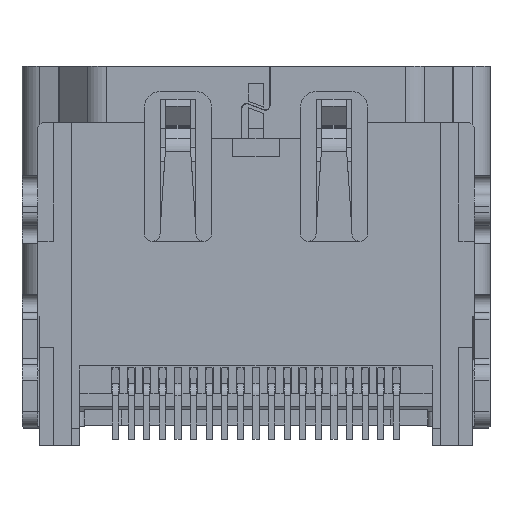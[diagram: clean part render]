
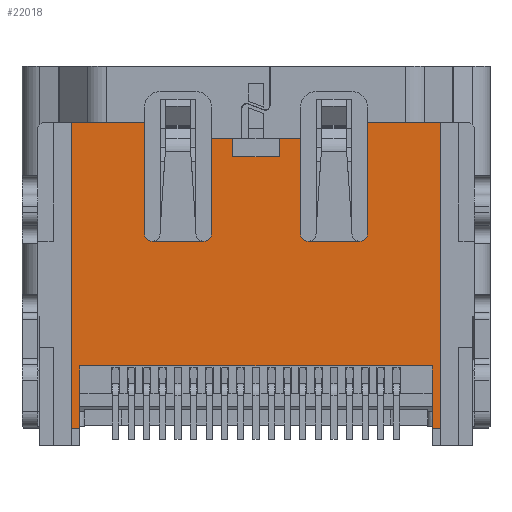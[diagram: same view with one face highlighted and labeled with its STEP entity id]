
A CAD part, front view. The second image highlights one B-rep face of the part: STEP entity #22018.
In plain terms, the highlighted planar face has unit normal (0, -1, 0).
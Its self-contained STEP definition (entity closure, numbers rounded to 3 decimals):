
#2198=DIRECTION('',(1.,0.,0.));
#2199=VECTOR('',#2198,2.335);
#2200=CARTESIAN_POINT('',(-5.91,-3.305,-1.8));
#2201=LINE('',#2200,#2199);
#2290=DIRECTION('',(1.,0.,0.));
#2291=VECTOR('',#2290,2.335);
#2292=CARTESIAN_POINT('',(3.575,-3.305,-1.8));
#2293=LINE('',#2292,#2291);
#2674=DIRECTION('',(0.,0.,-1.));
#2675=VECTOR('',#2674,0.6);
#2676=CARTESIAN_POINT('',(-0.75,-3.305,-2.3));
#2677=LINE('',#2676,#2675);
#2678=DIRECTION('',(1.,0.,0.));
#2679=VECTOR('',#2678,1.5);
#2680=CARTESIAN_POINT('',(-0.75,-3.305,-2.9));
#2681=LINE('',#2680,#2679);
#2682=DIRECTION('',(0.,0.,1.));
#2683=VECTOR('',#2682,0.6);
#2684=CARTESIAN_POINT('',(0.75,-3.305,-2.9));
#2685=LINE('',#2684,#2683);
#2686=DIRECTION('',(1.,0.,0.));
#2687=VECTOR('',#2686,0.675);
#2688=CARTESIAN_POINT('',(0.75,-3.305,-2.3));
#2689=LINE('',#2688,#2687);
#2690=DIRECTION('',(0.,0.,-1.));
#2691=VECTOR('',#2690,3.05);
#2692=CARTESIAN_POINT('',(1.425,-3.305,-2.3));
#2693=LINE('',#2692,#2691);
#2694=CARTESIAN_POINT('',(1.675,-3.305,-5.35));
#2695=DIRECTION('',(0.,-1.,0.));
#2696=DIRECTION('',(-1.,0.,0.));
#2697=AXIS2_PLACEMENT_3D('',#2694,#2695,#2696);
#2699=DIRECTION('',(1.,0.,0.));
#2700=VECTOR('',#2699,1.65);
#2701=CARTESIAN_POINT('',(1.675,-3.305,-5.6));
#2702=LINE('',#2701,#2700);
#2703=CARTESIAN_POINT('',(3.325,-3.305,-5.35));
#2704=DIRECTION('',(0.,-1.,0.));
#2705=DIRECTION('',(0.,0.,-1.));
#2706=AXIS2_PLACEMENT_3D('',#2703,#2704,#2705);
#2708=DIRECTION('',(0.,0.,-1.));
#2709=VECTOR('',#2708,3.55);
#2710=CARTESIAN_POINT('',(3.575,-3.305,-1.8));
#2711=LINE('',#2710,#2709);
#2712=DIRECTION('',(1.,0.,0.));
#2713=VECTOR('',#2712,0.26);
#2714=CARTESIAN_POINT('',(5.65,-3.305,-11.6));
#2715=LINE('',#2714,#2713);
#2716=DIRECTION('',(0.,0.,1.));
#2717=VECTOR('',#2716,2.);
#2718=CARTESIAN_POINT('',(5.65,-3.305,-11.6));
#2719=LINE('',#2718,#2717);
#2720=DIRECTION('',(1.,0.,0.));
#2721=VECTOR('',#2720,11.3);
#2722=CARTESIAN_POINT('',(-5.65,-3.305,-9.6));
#2723=LINE('',#2722,#2721);
#2724=DIRECTION('',(0.,0.,1.));
#2725=VECTOR('',#2724,2.);
#2726=CARTESIAN_POINT('',(-5.65,-3.305,-11.6));
#2727=LINE('',#2726,#2725);
#2728=DIRECTION('',(1.,0.,0.));
#2729=VECTOR('',#2728,0.26);
#2730=CARTESIAN_POINT('',(-5.91,-3.305,-11.6));
#2731=LINE('',#2730,#2729);
#2732=DIRECTION('',(0.,0.,1.));
#2733=VECTOR('',#2732,9.8);
#2734=CARTESIAN_POINT('',(-5.91,-3.305,-11.6));
#2735=LINE('',#2734,#2733);
#2736=DIRECTION('',(0.,0.,-1.));
#2737=VECTOR('',#2736,3.55);
#2738=CARTESIAN_POINT('',(-3.575,-3.305,-1.8));
#2739=LINE('',#2738,#2737);
#2740=CARTESIAN_POINT('',(-3.325,-3.305,-5.35));
#2741=DIRECTION('',(0.,-1.,0.));
#2742=DIRECTION('',(-1.,0.,0.));
#2743=AXIS2_PLACEMENT_3D('',#2740,#2741,#2742);
#2745=DIRECTION('',(1.,0.,0.));
#2746=VECTOR('',#2745,1.65);
#2747=CARTESIAN_POINT('',(-3.325,-3.305,-5.6));
#2748=LINE('',#2747,#2746);
#2749=CARTESIAN_POINT('',(-1.675,-3.305,-5.35));
#2750=DIRECTION('',(0.,-1.,0.));
#2751=DIRECTION('',(0.,0.,-1.));
#2752=AXIS2_PLACEMENT_3D('',#2749,#2750,#2751);
#2754=DIRECTION('',(0.,0.,-1.));
#2755=VECTOR('',#2754,3.05);
#2756=CARTESIAN_POINT('',(-1.425,-3.305,-2.3));
#2757=LINE('',#2756,#2755);
#2758=DIRECTION('',(1.,0.,0.));
#2759=VECTOR('',#2758,0.675);
#2760=CARTESIAN_POINT('',(-1.425,-3.305,-2.3));
#2761=LINE('',#2760,#2759);
#13650=DIRECTION('',(0.,0.,1.));
#13651=VECTOR('',#13650,9.8);
#13652=CARTESIAN_POINT('',(5.91,-3.305,-11.6));
#13653=LINE('',#13652,#13651);
#14924=CARTESIAN_POINT('',(-5.91,-3.305,-1.8));
#14926=VERTEX_POINT('',#14924);
#14927=CARTESIAN_POINT('',(5.91,-3.305,-1.8));
#14929=VERTEX_POINT('',#14927);
#15205=CARTESIAN_POINT('',(-5.91,-3.305,-11.6));
#15206=VERTEX_POINT('',#15205);
#15207=CARTESIAN_POINT('',(5.91,-3.305,-11.6));
#15208=VERTEX_POINT('',#15207);
#15574=CARTESIAN_POINT('',(-3.575,-3.305,-1.8));
#15576=VERTEX_POINT('',#15574);
#15578=CARTESIAN_POINT('',(3.575,-3.305,-1.8));
#15580=VERTEX_POINT('',#15578);
#15581=CARTESIAN_POINT('',(-3.575,-3.305,-5.35));
#15582=VERTEX_POINT('',#15581);
#15583=CARTESIAN_POINT('',(3.575,-3.305,-5.35));
#15584=VERTEX_POINT('',#15583);
#15589=CARTESIAN_POINT('',(-1.425,-3.305,-5.35));
#15591=VERTEX_POINT('',#15589);
#15593=CARTESIAN_POINT('',(1.425,-3.305,-5.35));
#15595=VERTEX_POINT('',#15593);
#15745=CARTESIAN_POINT('',(-3.325,-3.305,-5.6));
#15746=CARTESIAN_POINT('',(-1.675,-3.305,-5.6));
#15747=VERTEX_POINT('',#15745);
#15748=VERTEX_POINT('',#15746);
#15749=CARTESIAN_POINT('',(1.675,-3.305,-5.6));
#15750=CARTESIAN_POINT('',(3.325,-3.305,-5.6));
#15751=VERTEX_POINT('',#15749);
#15752=VERTEX_POINT('',#15750);
#15765=CARTESIAN_POINT('',(-1.425,-3.305,-2.3));
#15766=VERTEX_POINT('',#15765);
#15767=CARTESIAN_POINT('',(1.425,-3.305,-2.3));
#15768=VERTEX_POINT('',#15767);
#15777=CARTESIAN_POINT('',(-0.75,-3.305,-2.3));
#15778=CARTESIAN_POINT('',(-0.75,-3.305,-2.9));
#15779=VERTEX_POINT('',#15777);
#15780=VERTEX_POINT('',#15778);
#15781=CARTESIAN_POINT('',(0.75,-3.305,-2.9));
#15782=VERTEX_POINT('',#15781);
#15783=CARTESIAN_POINT('',(0.75,-3.305,-2.3));
#15784=VERTEX_POINT('',#15783);
#16681=CARTESIAN_POINT('',(-5.65,-3.305,-11.6));
#16682=CARTESIAN_POINT('',(-5.65,-3.305,-9.6));
#16683=VERTEX_POINT('',#16681);
#16684=VERTEX_POINT('',#16682);
#16685=CARTESIAN_POINT('',(5.65,-3.305,-11.6));
#16686=CARTESIAN_POINT('',(5.65,-3.305,-9.6));
#16687=VERTEX_POINT('',#16685);
#16688=VERTEX_POINT('',#16686);
#21970=CARTESIAN_POINT('',(-5.91,-3.305,-12.15));
#21971=DIRECTION('',(0.,-1.,0.));
#21972=DIRECTION('',(1.,0.,0.));
#21973=AXIS2_PLACEMENT_3D('',#21970,#21971,#21972);
#21974=PLANE('',#21973);
#21976=ORIENTED_EDGE('',*,*,#21975,.T.);
#21978=ORIENTED_EDGE('',*,*,#21977,.T.);
#21980=ORIENTED_EDGE('',*,*,#21979,.T.);
#21982=ORIENTED_EDGE('',*,*,#21981,.T.);
#21984=ORIENTED_EDGE('',*,*,#21983,.T.);
#21986=ORIENTED_EDGE('',*,*,#21985,.T.);
#21988=ORIENTED_EDGE('',*,*,#21987,.T.);
#21990=ORIENTED_EDGE('',*,*,#21989,.T.);
#21992=ORIENTED_EDGE('',*,*,#21991,.F.);
#21993=ORIENTED_EDGE('',*,*,#21398,.T.);
#21995=ORIENTED_EDGE('',*,*,#21994,.F.);
#21997=ORIENTED_EDGE('',*,*,#21996,.F.);
#21999=ORIENTED_EDGE('',*,*,#21998,.T.);
#22001=ORIENTED_EDGE('',*,*,#22000,.F.);
#22003=ORIENTED_EDGE('',*,*,#22002,.F.);
#22005=ORIENTED_EDGE('',*,*,#22004,.F.);
#22007=ORIENTED_EDGE('',*,*,#22006,.T.);
#22008=ORIENTED_EDGE('',*,*,#21351,.T.);
#22009=ORIENTED_EDGE('',*,*,#21428,.T.);
#22010=ORIENTED_EDGE('',*,*,#21948,.T.);
#22011=ORIENTED_EDGE('',*,*,#21961,.T.);
#22012=ORIENTED_EDGE('',*,*,#21529,.T.);
#22013=ORIENTED_EDGE('',*,*,#21496,.F.);
#22015=ORIENTED_EDGE('',*,*,#22014,.T.);
#22016=EDGE_LOOP('',(#21976,#21978,#21980,#21982,#21984,#21986,#21988,#21990,
#21992,#21993,#21995,#21997,#21999,#22001,#22003,#22005,#22007,#22008,#22009,
#22010,#22011,#22012,#22013,#22015));
#22017=FACE_OUTER_BOUND('',#22016,.F.);
#22018=ADVANCED_FACE('',(#22017),#21974,.T.);
#2698=CIRCLE('',#2697,0.25);
#2707=CIRCLE('',#2706,0.25);
#2744=CIRCLE('',#2743,0.25);
#2753=CIRCLE('',#2752,0.25);
#21351=EDGE_CURVE('',#14926,#15576,#2201,.T.);
#21398=EDGE_CURVE('',#15580,#14929,#2293,.T.);
#21428=EDGE_CURVE('',#15576,#15582,#2739,.T.);
#21496=EDGE_CURVE('',#15766,#15591,#2757,.T.);
#21529=EDGE_CURVE('',#15748,#15591,#2753,.T.);
#21948=EDGE_CURVE('',#15582,#15747,#2744,.T.);
#21961=EDGE_CURVE('',#15747,#15748,#2748,.T.);
#21975=EDGE_CURVE('',#15779,#15780,#2677,.T.);
#21977=EDGE_CURVE('',#15780,#15782,#2681,.T.);
#21979=EDGE_CURVE('',#15782,#15784,#2685,.T.);
#21981=EDGE_CURVE('',#15784,#15768,#2689,.T.);
#21983=EDGE_CURVE('',#15768,#15595,#2693,.T.);
#21985=EDGE_CURVE('',#15595,#15751,#2698,.T.);
#21987=EDGE_CURVE('',#15751,#15752,#2702,.T.);
#21989=EDGE_CURVE('',#15752,#15584,#2707,.T.);
#21991=EDGE_CURVE('',#15580,#15584,#2711,.T.);
#21994=EDGE_CURVE('',#15208,#14929,#13653,.T.);
#21996=EDGE_CURVE('',#16687,#15208,#2715,.T.);
#21998=EDGE_CURVE('',#16687,#16688,#2719,.T.);
#22000=EDGE_CURVE('',#16684,#16688,#2723,.T.);
#22002=EDGE_CURVE('',#16683,#16684,#2727,.T.);
#22004=EDGE_CURVE('',#15206,#16683,#2731,.T.);
#22006=EDGE_CURVE('',#15206,#14926,#2735,.T.);
#22014=EDGE_CURVE('',#15766,#15779,#2761,.T.);
